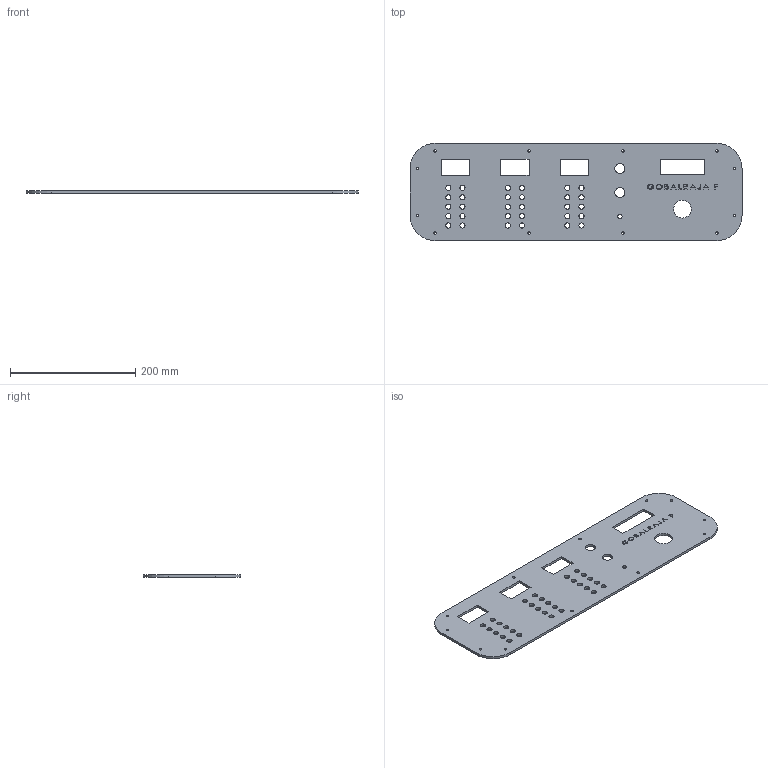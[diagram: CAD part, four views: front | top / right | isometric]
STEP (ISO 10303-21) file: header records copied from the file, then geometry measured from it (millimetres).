
FILE_DESCRIPTION (( 'STEP AP203' ), '1' );
FILE_NAME ('facade alimentation 27 STEP.STEP', '2020-02-03T23:11:31', ( '' ), ( '' ), 'SwSTEP 2.0', 'SolidWorks 2018', '' );
FILE_SCHEMA (( 'CONFIG_CONTROL_DESIGN' ));
Length unit declared in the file: millimetre
Products named in the file (1): facade alimentation 27 STEP
Bounding box: 530 x 155 x 4 mm (x, y, z)
Volume: 290518.7 mm3; surface area: 158452.5 mm2
Topology: 1 solids, 1 shells, 248 faces, 687 edges, 458 vertices
Faces by surface type: plane 116, cylinder 96, bspline 36
Entity records: 10708 total; most frequent: CARTESIAN_POINT 4134, ORIENTED_EDGE 1374, DIRECTION 1233, EDGE_CURVE 687, VERTEX_POINT 458, VECTOR 423, LINE 423, AXIS2_PLACEMENT_3D 405
